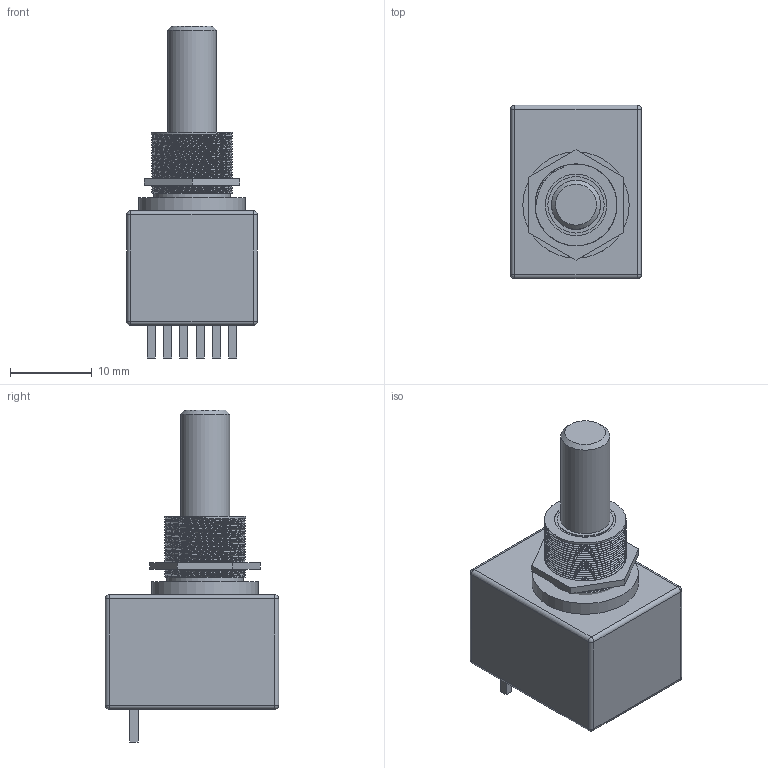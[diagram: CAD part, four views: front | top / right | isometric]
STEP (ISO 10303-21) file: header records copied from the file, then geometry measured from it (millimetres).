
FILE_DESCRIPTION(/* description */ (''),/* implementation_level */ '2;1');
FILE_NAME(/* name */ 'EMS22A50_v1.step',/* time_stamp */ '2025-03-29T15:27:30+01:00',/* author */ (''),/* organization */ (''),/* preprocessor_version */ 'ST-DEVELOPER v20.1',/* originating_system */ 'Autodesk Translation Framework v14.4.0.0',/* authorisation */ '');
FILE_SCHEMA (('AUTOMOTIVE_DESIGN { 1 0 10303 214 3 1 1 }'));
Length unit declared in the file: millimetre
Products named in the file (1): EMS22A50
Bounding box: 16 x 21.2 x 40.6 mm (x, y, z)
Volume: 6005.6 mm3; surface area: 2800.7 mm2
Topology: 3 solids, 3 shells, 440 faces, 1166 edges, 763 vertices
Faces by surface type: plane 225, bspline 139, cylinder 67, sphere 8, cone 1
Full cylindrical faces by diameter (mm): 6 x1, 6.899 x1, 7.519 x1, 9.351 x1, 9.656 x22, 10 x23, 10.002 x1, 13 x1
Entity records: 26199 total; most frequent: CARTESIAN_POINT 16047, ORIENTED_EDGE 2316, DIRECTION 1430, EDGE_CURVE 1158, VERTEX_POINT 763, LINE 744, VECTOR 744, EDGE_LOOP 481
